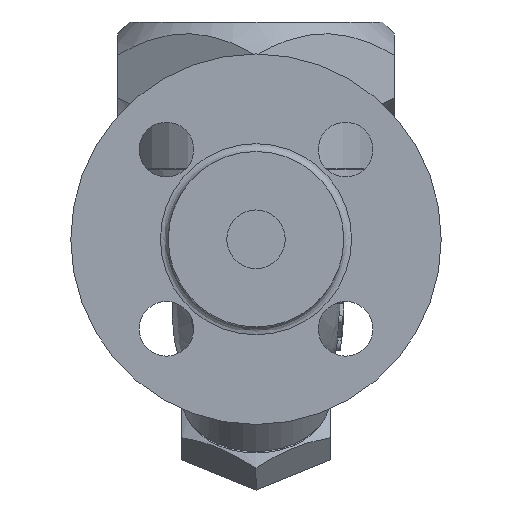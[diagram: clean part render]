
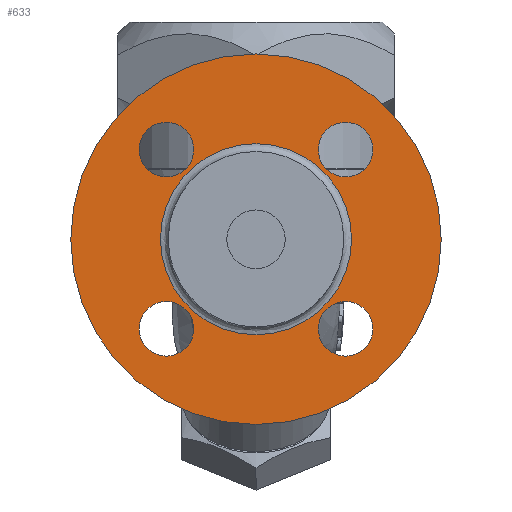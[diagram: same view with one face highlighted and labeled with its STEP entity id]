
A CAD part, left-side view. The second image highlights one B-rep face of the part: STEP entity #633.
In plain terms, the highlighted planar face has unit normal (-1, 0, 0).
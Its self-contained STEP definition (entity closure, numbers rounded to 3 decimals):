
#487=CARTESIAN_POINT('',(-85.5,0.,29.5));
#488=VERTEX_POINT('',#487);
#489=CARTESIAN_POINT('',(-85.5,0.0,-18.));
#490=DIRECTION('',(1.0,0.0,0.0));
#491=DIRECTION('',(0.0,0.0,-1.0));
#492=AXIS2_PLACEMENT_3D('',#489,#490,#491);
#493=CIRCLE('',#492,47.5);
#494=EDGE_CURVE('',#488,#488,#493,.T.);
#555=CARTESIAN_POINT('',(-85.5,0.,6.5));
#556=VERTEX_POINT('',#555);
#557=CARTESIAN_POINT('',(-85.5,0.0,-18.));
#558=DIRECTION('',(-1.0,0.0,0.0));
#559=DIRECTION('',(0.0,0.0,-1.0));
#560=AXIS2_PLACEMENT_3D('',#557,#558,#559);
#561=CIRCLE('',#560,24.5);
#562=EDGE_CURVE('',#556,#556,#561,.T.);
#578=CARTESIAN_POINT('',(-85.5,0.0,-18.));
#579=DIRECTION('',(1.0,0.0,0.0));
#580=DIRECTION('',(0.0,0.0,-1.0));
#581=AXIS2_PLACEMENT_3D('',#578,#579,#580);
#582=PLANE('',#581);
#583=ORIENTED_EDGE('',*,*,#494,.F.);
#584=EDGE_LOOP('',(#583));
#585=FACE_OUTER_BOUND('',#584,.T.);
#586=CARTESIAN_POINT('',(-85.5,22.981,-33.981));
#587=VERTEX_POINT('',#586);
#588=CARTESIAN_POINT('',(-85.5,22.981,-40.981));
#589=DIRECTION('',(-1.0,0.0,0.0));
#590=DIRECTION('',(0.0,1.0,0.0));
#591=AXIS2_PLACEMENT_3D('',#588,#589,#590);
#592=CIRCLE('',#591,7.);
#593=EDGE_CURVE('',#587,#587,#592,.T.);
#594=ORIENTED_EDGE('',*,*,#593,.F.);
#595=EDGE_LOOP('',(#594));
#596=FACE_BOUND('',#595,.T.);
#597=CARTESIAN_POINT('',(-85.5,-22.981,-33.981));
#598=VERTEX_POINT('',#597);
#599=CARTESIAN_POINT('',(-85.5,-22.981,-40.981));
#600=DIRECTION('',(-1.0,0.0,0.0));
#601=DIRECTION('',(0.0,0.0,-1.0));
#602=AXIS2_PLACEMENT_3D('',#599,#600,#601);
#603=CIRCLE('',#602,7.);
#604=EDGE_CURVE('',#598,#598,#603,.T.);
#605=ORIENTED_EDGE('',*,*,#604,.F.);
#606=EDGE_LOOP('',(#605));
#607=FACE_BOUND('',#606,.T.);
#608=CARTESIAN_POINT('',(-85.5,-22.981,11.981));
#609=VERTEX_POINT('',#608);
#610=CARTESIAN_POINT('',(-85.5,-22.981,4.981));
#611=DIRECTION('',(-1.0,0.0,0.0));
#612=DIRECTION('',(0.0,-1.0,0.0));
#613=AXIS2_PLACEMENT_3D('',#610,#611,#612);
#614=CIRCLE('',#613,7.);
#615=EDGE_CURVE('',#609,#609,#614,.T.);
#616=ORIENTED_EDGE('',*,*,#615,.F.);
#617=EDGE_LOOP('',(#616));
#618=FACE_BOUND('',#617,.T.);
#619=CARTESIAN_POINT('',(-85.5,22.981,11.981));
#620=VERTEX_POINT('',#619);
#621=CARTESIAN_POINT('',(-85.5,22.981,4.981));
#622=DIRECTION('',(-1.0,0.0,0.0));
#623=DIRECTION('',(0.0,0.0,1.0));
#624=AXIS2_PLACEMENT_3D('',#621,#622,#623);
#625=CIRCLE('',#624,7.);
#626=EDGE_CURVE('',#620,#620,#625,.T.);
#627=ORIENTED_EDGE('',*,*,#626,.F.);
#628=EDGE_LOOP('',(#627));
#629=FACE_BOUND('',#628,.T.);
#630=ORIENTED_EDGE('',*,*,#562,.F.);
#631=EDGE_LOOP('',(#630));
#632=FACE_BOUND('',#631,.T.);
#633=ADVANCED_FACE('',(#585,#596,#607,#618,#629,#632),#582,.F.);
